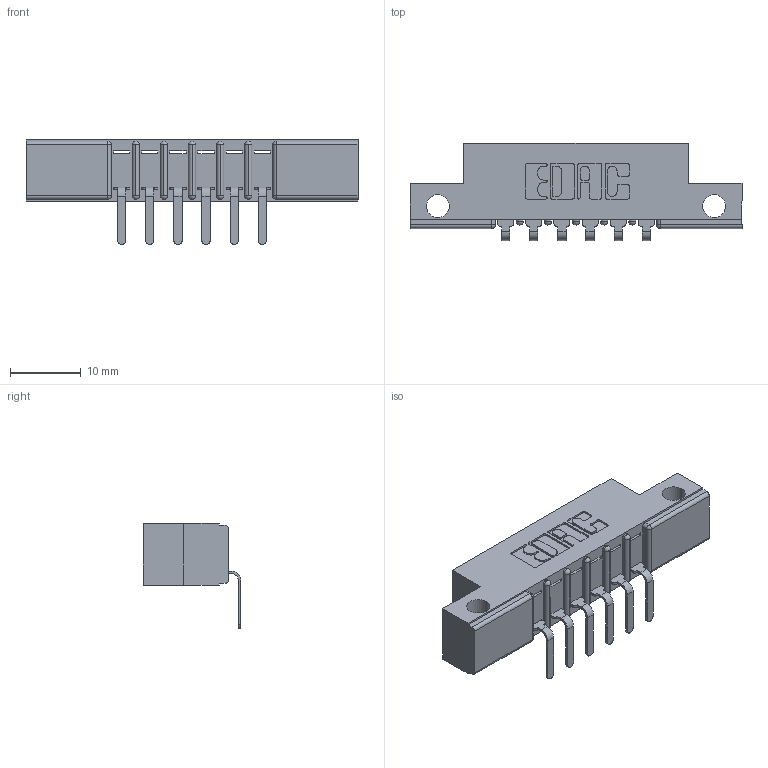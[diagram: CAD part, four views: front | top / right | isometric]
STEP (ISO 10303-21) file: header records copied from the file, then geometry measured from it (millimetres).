
FILE_DESCRIPTION (( 'STEP AP203' ), '1' );
FILE_NAME ('357-006-559-112.STEP', '2022-07-13T00:23:22', ( '' ), ( '' ), 'SwSTEP 2.0', 'SolidWorks 2020', '' );
FILE_SCHEMA (( 'CONFIG_CONTROL_DESIGN' ));
Length unit declared in the file: inch
Products named in the file (3): 357-006-559-112; 307 Part_.128 Dia Side Mounting Holes; 307-290-001_558 559 - 1 (Single)
Assembly tree (7 placements, depth 2):
  357-006-559-112
    307 Part_.128 Dia Side Mounting Holes
    307-290-001_558 559 - 1 (Single)  x6
Bounding box: 46.79 x 13.7 x 14.81 mm (x, y, z)
Volume: 2921.2 mm3; surface area: 3793.8 mm2
Topology: 7 solids, 7 shells, 485 faces, 1367 edges, 882 vertices
Faces by surface type: plane 304, cylinder 167, sphere 14
Entity records: 9688 total; most frequent: CARTESIAN_POINT 1620, ORIENTED_EDGE 1606, DIRECTION 1597, EDGE_CURVE 803, LINE 599, VECTOR 599, VERTEX_POINT 522, AXIS2_PLACEMENT_3D 499
